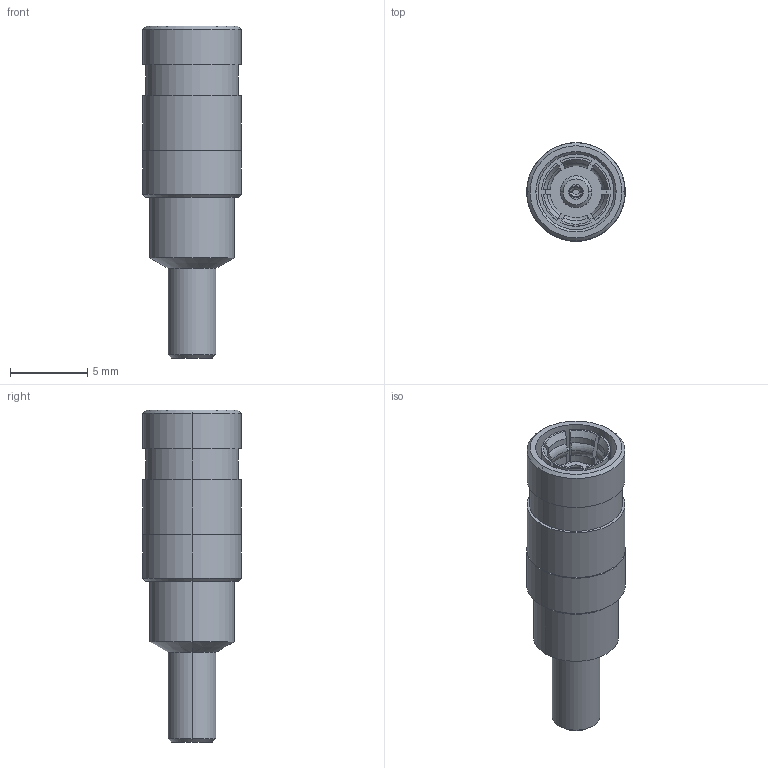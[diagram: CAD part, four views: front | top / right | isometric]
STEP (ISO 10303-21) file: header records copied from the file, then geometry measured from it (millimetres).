
FILE_DESCRIPTION (( 'STEP AP214' ), '1' );
FILE_NAME ('J01161A0751.STEP', '2016-09-12T08:21:23', ( '' ), ( '' ), 'SwSTEP 2.0', 'SolidWorks 2015', '' );
FILE_SCHEMA (( 'AUTOMOTIVE_DESIGN' ));
Length unit declared in the file: millimetre
Products named in the file (1): J01161A0751
Bounding box: 6.4 x 6.4 x 21.48 mm (x, y, z)
Volume: 426.5 mm3; surface area: 677.9 mm2
Topology: 1 solids, 1 shells, 133 faces, 331 edges, 214 vertices
Faces by surface type: cylinder 59, plane 38, cone 22, torus 14
Entity records: 5394 total; most frequent: CARTESIAN_POINT 845, DIRECTION 691, ORIENTED_EDGE 662, EDGE_CURVE 331, AXIS2_PLACEMENT_3D 272, VERTEX_POINT 214, VECTOR 147, EDGE_LOOP 147
